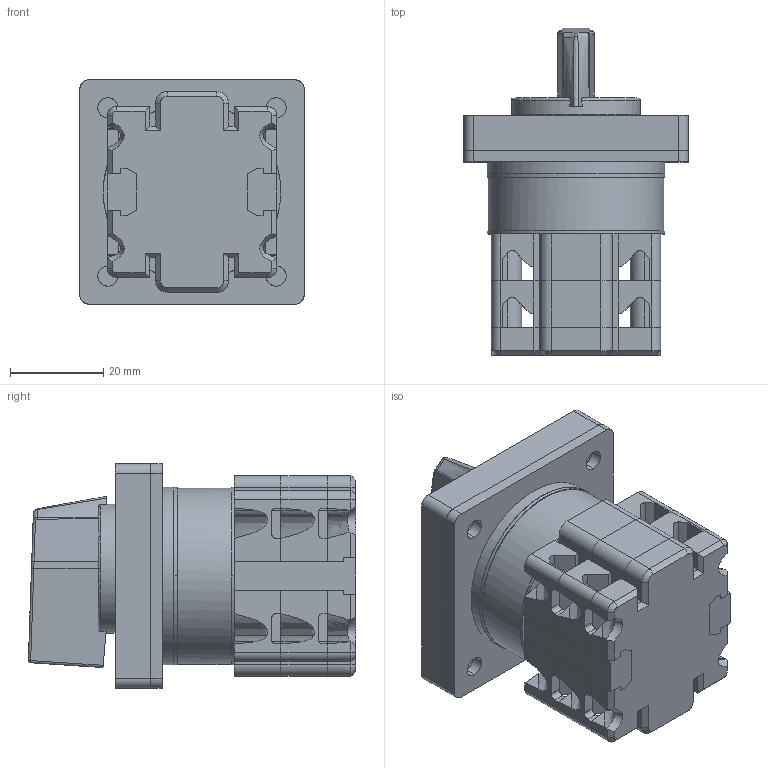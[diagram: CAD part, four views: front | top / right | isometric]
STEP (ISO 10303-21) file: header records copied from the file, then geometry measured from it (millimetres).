
FILE_DESCRIPTION(('TFLEX Exchange Step'),'2;1');
FILE_NAME('kbk_4g20-2ke-u_3dmodel.stp', '2025-03-26T10:38:51+03:00',('nikolaeva'),('Unknown organisation'),'TFLEX Exchange 2019.0','T-FLEX CAD','Unknown authorisation');
FILE_SCHEMA( ('AUTOMOTIVE_DESIGN { 1 0 10303 214 1 1 1 1 }') );
Length unit declared in the file: millimetre
Products named in the file (1): BUFFER:0000004061DFC790 
Bounding box: 48 x 70.04 x 48 mm (x, y, z)
Volume: 73573.8 mm3; surface area: 40565.4 mm2
Topology: 10 solids, 10 shells, 680 faces, 1874 edges, 1225 vertices
Faces by surface type: plane 414, cylinder 187, extrusion 32, cone 24, bspline 17, torus 4, sphere 2
Full cylindrical faces by diameter (mm): 2.5 x1, 4.5 x1, 10.5 x1, 27.6 x1
Entity records: 31349 total; most frequent: CARTESIAN_POINT 17637, ORIENTED_EDGE 3746, EDGE_CURVE 1873, B_SPLINE_CURVE_WITH_KNOTS 1870, DIRECTION 1366, VERTEX_POINT 1226, EDGE_LOOP 731, FACE_BOUND 731
